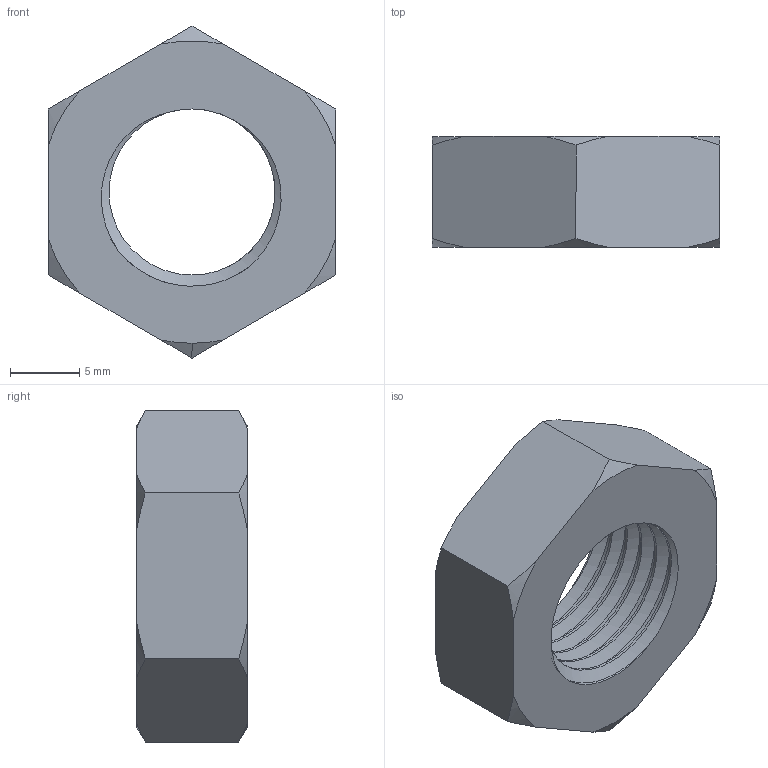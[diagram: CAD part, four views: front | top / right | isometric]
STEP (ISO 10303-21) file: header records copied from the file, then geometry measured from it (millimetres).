
FILE_DESCRIPTION (( 'STEP AP214' ), '1' );
FILE_NAME ('M12X08.STEP', '2025-02-11T20:03:47', ( '' ), ( '' ), 'SwSTEP 2.0', 'SolidWorks 2024', '' );
FILE_SCHEMA (( 'AUTOMOTIVE_DESIGN' ));
Length unit declared in the file: millimetre
Products named in the file (1): M12X08
Bounding box: 20.78 x 8 x 24 mm (x, y, z)
Volume: 1938.7 mm3; surface area: 1573.1 mm2
Topology: 1 solids, 1 shells, 37 faces, 103 edges, 68 vertices
Faces by surface type: cone 14, cylinder 12, plane 8, bspline 3
Entity records: 3350 total; most frequent: CARTESIAN_POINT 2501, ORIENTED_EDGE 206, DIRECTION 135, EDGE_CURVE 103, VERTEX_POINT 68, AXIS2_PLACEMENT_3D 52, EDGE_LOOP 39, FACE_OUTER_BOUND 37
